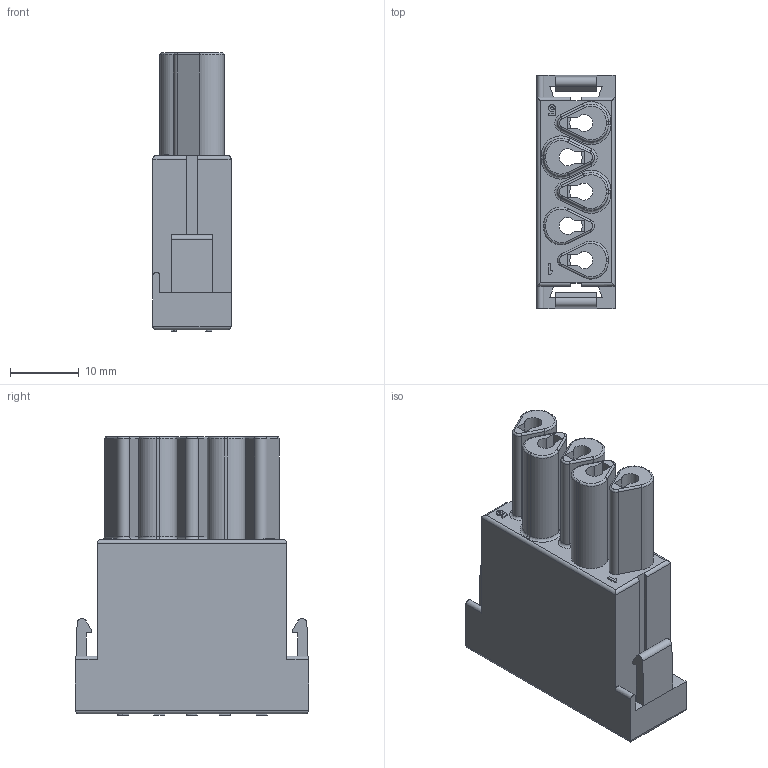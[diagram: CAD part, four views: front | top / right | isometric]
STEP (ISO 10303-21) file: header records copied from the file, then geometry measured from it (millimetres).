
FILE_DESCRIPTION(/* description */ (''),/* implementation_level */ '2;1');
FILE_NAME(/* name */ 'c146 c05 801 e8nxc001-02.stp',/* time_stamp */ '2021-04-12T13:00:47+02:00',/* author */ (''),/* organization */ (''),/* preprocessor_version */ 'ST-DEVELOPER v16.7',/* originating_system */ 'SIEMENS PLM Software NX 12.0',/* authorisation */ '');
FILE_SCHEMA (('AUTOMOTIVE_DESIGN { 1 0 10303 214 3 1 1 1 }'));
Length unit declared in the file: millimetre
Products named in the file (5): c146 c05 800 e8nxm001-04_26530ID; CE-ZEICHEN_3-01_26531ID; CE-ZEICHEN_3-01_33619ID; c146 c05 801 e8nxm001-07_SOLID; c146 c05 801 e8nxc001-02
Assembly tree (4 placements, depth 3):
  c146 c05 801 e8nxc001-02
    c146 c05 801 e8nxm001-07_SOLID
      CE-ZEICHEN_3-01_26531ID
      c146 c05 800 e8nxm001-04_26530ID
    CE-ZEICHEN_3-01_33619ID
Bounding box: 11.4 x 34 x 40.6 mm (x, y, z)
Volume: 7336.4 mm3; surface area: 7658.3 mm2
Topology: 1 solids, 1 shells, 333 faces, 992 edges, 725 vertices
Faces by surface type: plane 227, cylinder 68, bspline 21, extrusion 7, torus 5, cone 5
Full cylindrical faces by diameter (mm): 4.2 x5
Entity records: 13993 total; most frequent: CARTESIAN_POINT 3280, ORIENTED_EDGE 1964, DIRECTION 1519, EDGE_CURVE 982, VERTEX_POINT 720, VECTOR 543, LINE 536, AXIS2_PLACEMENT_3D 488
